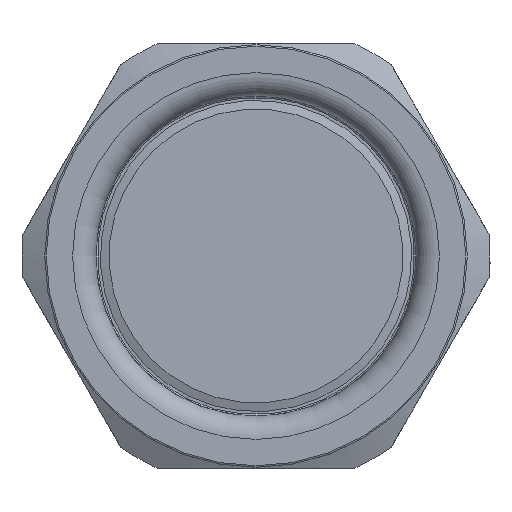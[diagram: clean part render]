
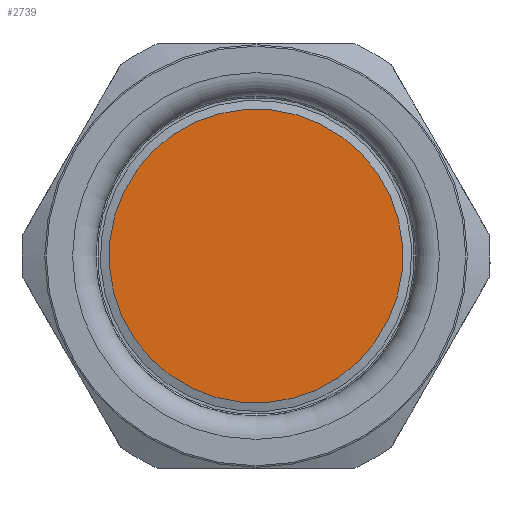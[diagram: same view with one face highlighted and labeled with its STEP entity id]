
A CAD part, left-side view. The second image highlights one B-rep face of the part: STEP entity #2739.
In plain terms, the highlighted face is planar.
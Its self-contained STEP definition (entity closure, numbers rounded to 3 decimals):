
#687=FACE_OUTER_BOUND('',#1004,.T.);
#1004=EDGE_LOOP('',(#2464));
#1180=CIRCLE('',#3177,19.);
#1467=VERTEX_POINT('',#14622);
#1798=EDGE_CURVE('',#1467,#1467,#1180,.T.);
#2464=ORIENTED_EDGE('',*,*,#1798,.T.);
#2536=PLANE('',#3178);
#2739=ADVANCED_FACE('',(#687),#2536,.T.);
#3177=AXIS2_PLACEMENT_3D('',#14623,#3973,#3974);
#3178=AXIS2_PLACEMENT_3D('',#14624,#3975,#3976);
#3973=DIRECTION('center_axis',(1.,0.,0.));
#3974=DIRECTION('ref_axis',(0.,0.,-1.));
#3975=DIRECTION('center_axis',(1.,0.,0.));
#3976=DIRECTION('ref_axis',(0.,0.,-1.));
#14622=CARTESIAN_POINT('',(0.37,19.,0.));
#14623=CARTESIAN_POINT('Origin',(0.37,0.,0.));
#14624=CARTESIAN_POINT('Origin',(0.37,0.,0.));
